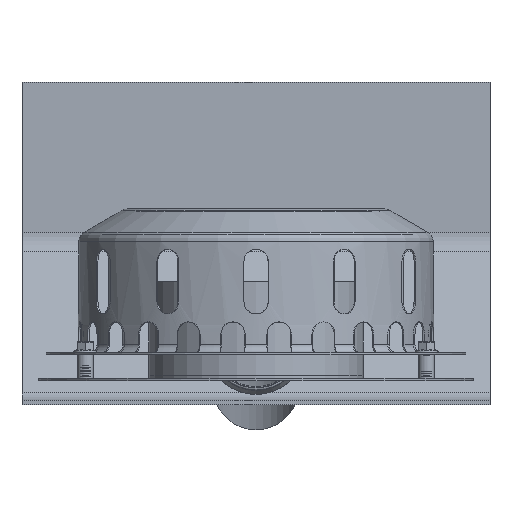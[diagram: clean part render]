
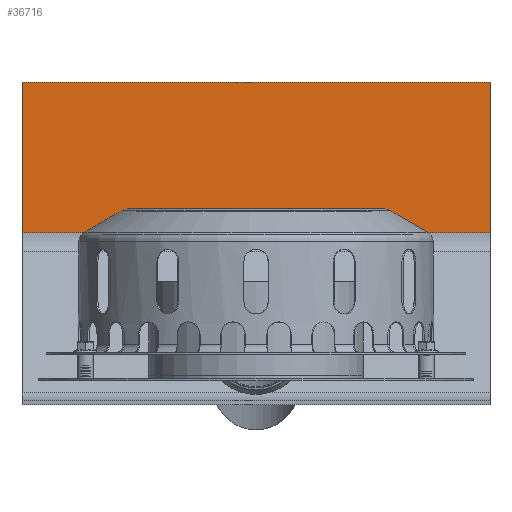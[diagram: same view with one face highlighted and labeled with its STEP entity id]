
A CAD part, left-side view. The second image highlights one B-rep face of the part: STEP entity #36716.
In plain terms, the highlighted planar face has unit normal (-1, 0, 0).
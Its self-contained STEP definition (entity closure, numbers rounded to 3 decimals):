
#1722=PLANE('',#38505);
#3275=FACE_OUTER_BOUND('',#5053,.T.);
#5053=EDGE_LOOP('',(#25983,#25984,#25985,#25986));
#7587=LINE('',#49540,#12280);
#7588=LINE('',#49542,#12281);
#7589=LINE('',#49544,#12282);
#7590=LINE('',#49545,#12283);
#12280=VECTOR('',#40624,1.);
#12281=VECTOR('',#40625,1.);
#12282=VECTOR('',#40626,1.);
#12283=VECTOR('',#40627,1.);
#16983=VERTEX_POINT('',#49538);
#16984=VERTEX_POINT('',#49539);
#16985=VERTEX_POINT('',#49541);
#16986=VERTEX_POINT('',#49543);
#20596=EDGE_CURVE('',#16983,#16984,#7587,.T.);
#20597=EDGE_CURVE('',#16985,#16984,#7588,.T.);
#20598=EDGE_CURVE('',#16986,#16985,#7589,.T.);
#20599=EDGE_CURVE('',#16986,#16983,#7590,.T.);
#25983=ORIENTED_EDGE('',*,*,#20596,.T.);
#25984=ORIENTED_EDGE('',*,*,#20597,.F.);
#25985=ORIENTED_EDGE('',*,*,#20598,.F.);
#25986=ORIENTED_EDGE('',*,*,#20599,.T.);
#36716=ADVANCED_FACE('',(#3275),#1722,.T.);
#38505=AXIS2_PLACEMENT_3D('',#49537,#40622,#40623);
#40622=DIRECTION('center_axis',(-1.,0.,0.));
#40623=DIRECTION('ref_axis',(0.,-1.,0.));
#40624=DIRECTION('',(0.,0.,1.));
#40625=DIRECTION('',(0.,-1.,0.));
#40626=DIRECTION('',(0.,0.,1.));
#40627=DIRECTION('',(0.,-1.,0.));
#49537=CARTESIAN_POINT('Origin',(1984.26,657.507,236.703));
#49538=CARTESIAN_POINT('',(1984.26,367.507,236.703));
#49539=CARTESIAN_POINT('',(1984.26,367.507,330.076));
#49540=CARTESIAN_POINT('',(1984.26,367.507,236.703));
#49541=CARTESIAN_POINT('',(1984.26,657.507,330.076));
#49542=CARTESIAN_POINT('',(1984.26,657.507,330.076));
#49543=CARTESIAN_POINT('',(1984.26,657.507,236.703));
#49544=CARTESIAN_POINT('',(1984.26,657.507,236.703));
#49545=CARTESIAN_POINT('',(1984.26,657.507,236.703));
